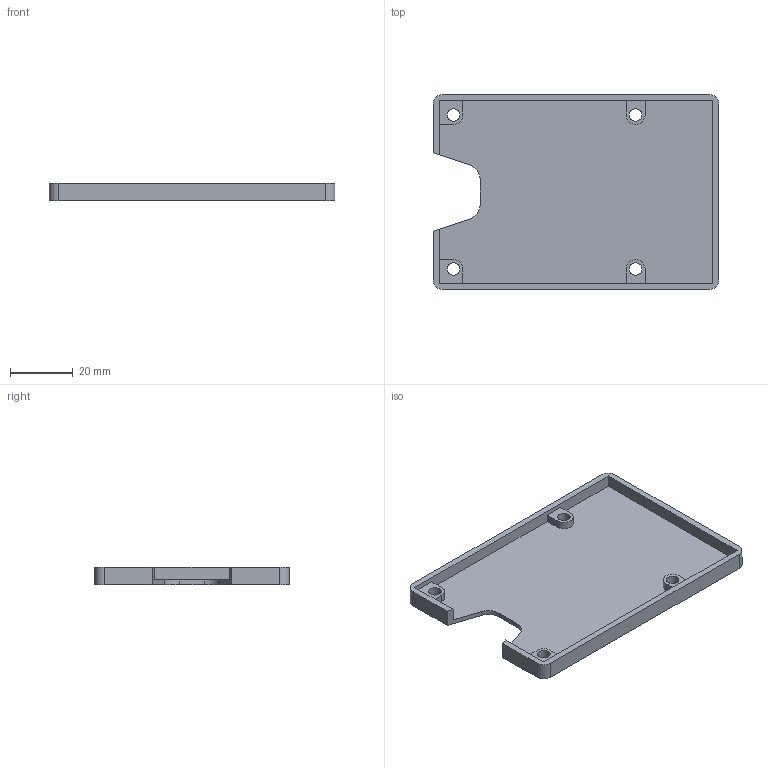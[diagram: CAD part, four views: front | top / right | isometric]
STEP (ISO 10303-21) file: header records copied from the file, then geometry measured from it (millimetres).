
FILE_DESCRIPTION (( 'STEP AP214' ), '1' );
FILE_NAME ('樹梅 Pi 底板v3.STEP', '2025-07-29T11:05:29', ( '' ), ( '' ), 'SwSTEP 2.0', 'SolidWorks 2019', '' );
FILE_SCHEMA (( 'AUTOMOTIVE_DESIGN' ));
Length unit declared in the file: millimetre
Products named in the file (1): 樹梅 Pi 底板v3
Bounding box: 91 x 62 x 5.5 mm (x, y, z)
Volume: 10414 mm3; surface area: 13476.6 mm2
Topology: 1 solids, 1 shells, 54 faces, 148 edges, 96 vertices
Faces by surface type: plane 28, cylinder 18, cone 8
Entity records: 1762 total; most frequent: DIRECTION 302, CARTESIAN_POINT 299, ORIENTED_EDGE 296, EDGE_CURVE 148, VECTOR 104, LINE 104, AXIS2_PLACEMENT_3D 99, VERTEX_POINT 96
